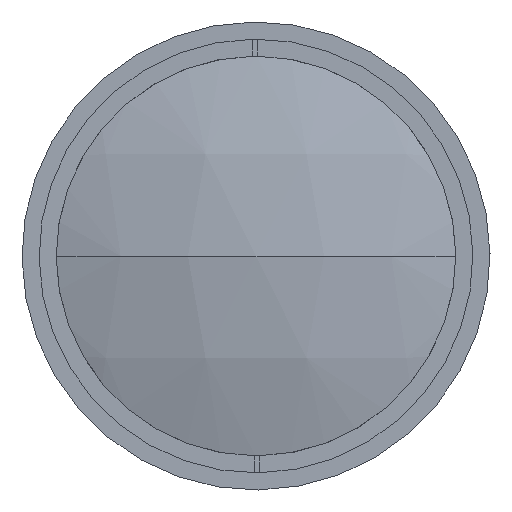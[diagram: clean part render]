
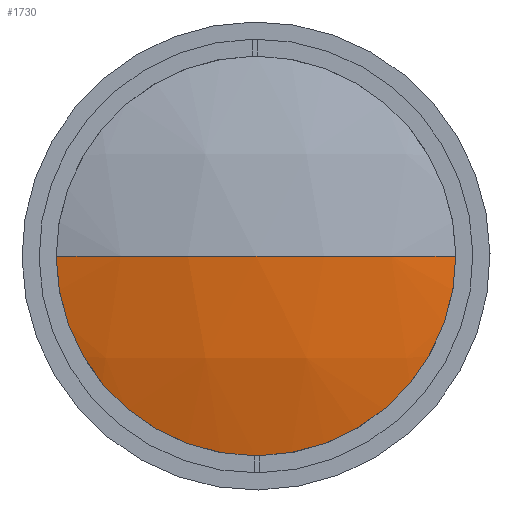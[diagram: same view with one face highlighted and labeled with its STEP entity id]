
A CAD part, left-side view. The second image highlights one B-rep face of the part: STEP entity #1730.
In plain terms, the highlighted spherical face has radius 118.553 mm.
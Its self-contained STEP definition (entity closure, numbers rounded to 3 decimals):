
#387 = DIRECTION ( 'NONE',  ( 1., 0., 0. ) ) ;
#521 = AXIS2_PLACEMENT_3D ( 'NONE', #3743, #6253, #1008 ) ;
#607 = EDGE_CURVE ( 'NONE', #2081, #6664, #4324, .T. ) ;
#736 = DIRECTION ( 'NONE',  ( 0., 0., -1. ) ) ;
#988 = EDGE_LOOP ( 'NONE', ( #2174, #3597, #6445 ) ) ;
#1008 = DIRECTION ( 'NONE',  ( 0., 1., 0. ) ) ;
#1119 = CIRCLE ( 'NONE', #6563, 118.553 ) ;
#1604 = CARTESIAN_POINT ( 'NONE',  ( 5.368, 0., 0. ) ) ;
#1730 = ADVANCED_FACE ( 'NONE', ( #6730 ), #5714, .T. ) ;
#2081 = VERTEX_POINT ( 'NONE', #2328 ) ;
#2174 = ORIENTED_EDGE ( 'NONE', *, *, #607, .T. ) ;
#2227 = CARTESIAN_POINT ( 'NONE',  ( 118.553, 0., 0. ) ) ;
#2328 = CARTESIAN_POINT ( 'NONE',  ( 5.368, 35.27, 0. ) ) ;
#2341 = AXIS2_PLACEMENT_3D ( 'NONE', #2227, #736, #2772 ) ;
#2454 = AXIS2_PLACEMENT_3D ( 'NONE', #1604, #3139, #4169 ) ;
#2497 = DIRECTION ( 'NONE',  ( 0., 0., 1. ) ) ;
#2772 = DIRECTION ( 'NONE',  ( 0., 1., 0. ) ) ;
#3139 = DIRECTION ( 'NONE',  ( -1., 0., 0. ) ) ;
#3597 = ORIENTED_EDGE ( 'NONE', *, *, #3620, .T. ) ;
#3620 = EDGE_CURVE ( 'NONE', #6664, #5128, #5280, .T. ) ;
#3701 = EDGE_CURVE ( 'NONE', #2081, #5128, #1119, .T. ) ;
#3743 = CARTESIAN_POINT ( 'NONE',  ( 118.553, 0., 0. ) ) ;
#4168 = CARTESIAN_POINT ( 'NONE',  ( 5.368, -35.27, 0. ) ) ;
#4169 = DIRECTION ( 'NONE',  ( 0., 0., -1. ) ) ;
#4324 = CIRCLE ( 'NONE', #2454, 35.27 ) ;
#4390 = CARTESIAN_POINT ( 'NONE',  ( 0., 0., 0. ) ) ;
#5062 = CARTESIAN_POINT ( 'NONE',  ( 118.553, 0., 0. ) ) ;
#5128 = VERTEX_POINT ( 'NONE', #4390 ) ;
#5280 = CIRCLE ( 'NONE', #2341, 118.553 ) ;
#5714 = SPHERICAL_SURFACE ( 'NONE', #521, 118.553 ) ;
#6253 = DIRECTION ( 'NONE',  ( 0., 0., -1. ) ) ;
#6445 = ORIENTED_EDGE ( 'NONE', *, *, #3701, .F. ) ;
#6563 = AXIS2_PLACEMENT_3D ( 'NONE', #5062, #2497, #387 ) ;
#6664 = VERTEX_POINT ( 'NONE', #4168 ) ;
#6730 = FACE_OUTER_BOUND ( 'NONE', #988, .T. ) ;
